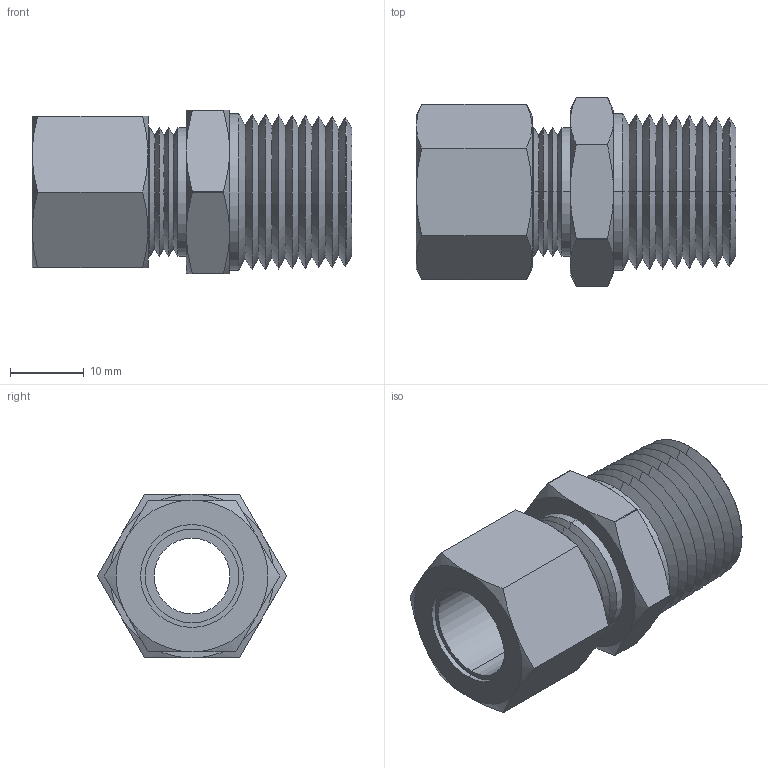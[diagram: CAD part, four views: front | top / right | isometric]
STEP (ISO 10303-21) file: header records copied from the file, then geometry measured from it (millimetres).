
FILE_DESCRIPTION (( 'STEP AP203' ), '1' );
FILE_NAME ('50915K328.step', '2004-07-02T18:47:22', ( ' ' ), ( ' ' ), 'SwSTEP 2.0', 'SolidWorks 2003314', '' );
FILE_SCHEMA (( 'CONFIG_CONTROL_DESIGN' ));
Length unit declared in the file: inch
Products named in the file (1): 50915K328
Bounding box: 43.43 x 25.66 x 22.27 mm (x, y, z)
Volume: 7701.3 mm3; surface area: 8952.7 mm2
Topology: 1 solids, 2 shells, 204 faces, 422 edges, 230 vertices
Faces by surface type: cone 142, cylinder 38, plane 24
Entity records: 5525 total; most frequent: CARTESIAN_POINT 1113, DIRECTION 990, ORIENTED_EDGE 844, EDGE_CURVE 422, AXIS2_PLACEMENT_3D 411, VERTEX_POINT 230, EDGE_LOOP 216, CIRCLE 206
